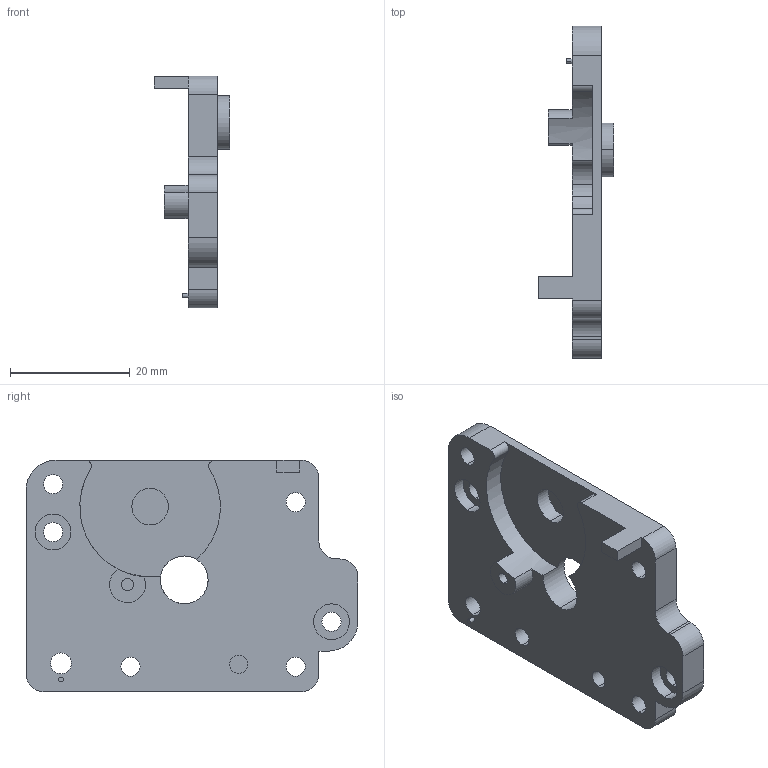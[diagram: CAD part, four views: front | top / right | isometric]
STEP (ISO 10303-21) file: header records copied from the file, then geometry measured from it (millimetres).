
FILE_DESCRIPTION (( 'STEP AP203' ), '1' );
FILE_NAME ('Extruder Rückwand.STEP', '2024-02-20T14:06:05', ( '' ), ( '' ), 'SwSTEP 2.0', 'SolidWorks 2021', '' );
FILE_SCHEMA (( 'CONFIG_CONTROL_DESIGN' ));
Length unit declared in the file: millimetre
Products named in the file (1): Extruder Rückwand
Bounding box: 12.7 x 55.45 x 38.7 mm (x, y, z)
Volume: 5936.7 mm3; surface area: 6705.1 mm2
Topology: 1 solids, 1 shells, 137 faces, 351 edges, 234 vertices
Faces by surface type: cylinder 73, plane 64
Entity records: 4325 total; most frequent: DIRECTION 776, CARTESIAN_POINT 726, ORIENTED_EDGE 702, EDGE_CURVE 351, AXIS2_PLACEMENT_3D 288, VERTEX_POINT 234, VECTOR 200, LINE 200
